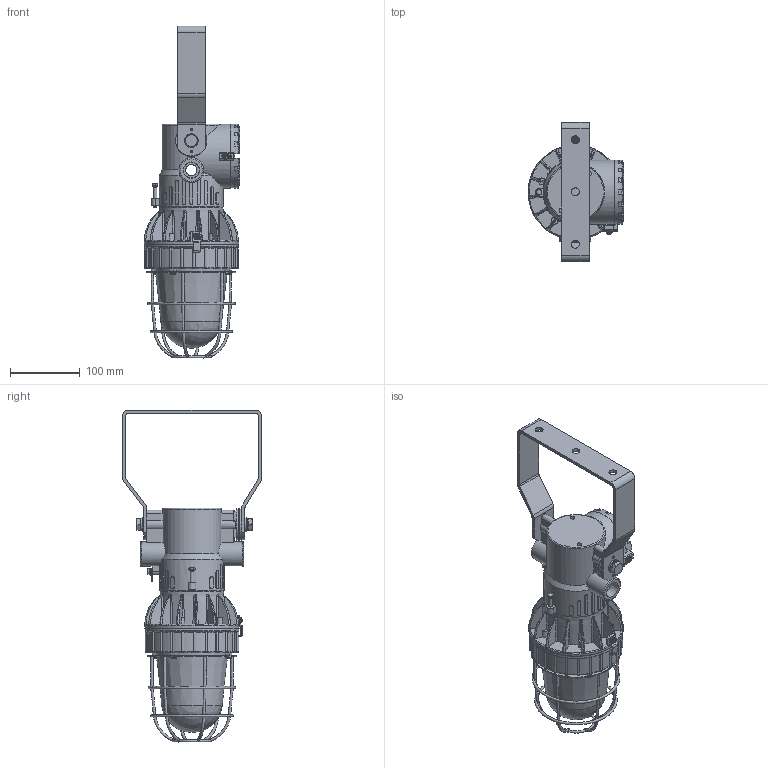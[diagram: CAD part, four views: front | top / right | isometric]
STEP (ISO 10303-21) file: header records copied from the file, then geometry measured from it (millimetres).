
FILE_DESCRIPTION((''),'2;1');
FILE_NAME('СГЖ01-1240С_У_12DC.stp','2017-04-18T10:10:09',('A.I.Eshenko'),(''),'Autodesk Inventor 2012','Autodesk Inventor 2012','');
FILE_SCHEMA(('AUTOMOTIVE_DESIGN { 1 0 10303 214 1 1 1 1 }'));
Length unit declared in the file: millimetre
Products named in the file (1): СГЖ01-1240С_У_12DC_Внешний контур_1
Bounding box: 137.9 x 200 x 477.55 mm (x, y, z)
Surface area: 490898.6 mm2 (no closed solid volume)
Topology: 0 solids, 91 shells, 2687 faces, 6887 edges, 4427 vertices
Faces by surface type: plane 1506, cylinder 410, bspline 390, cone 232, torus 97, sphere 46, revolution 6
Full cylindrical faces by diameter (mm): 2 x2, 3.1 x2, 3.2 x12, 3.242 x5, 3.621 x5, 3.65 x1, 3.9 x4, 4 x11, 4.134 x3, 4.3 x1, 4.567 x2, 5 x6, 5.1 x1, 5.2 x1, 6.647 x2, 6.7 x2, 7.9 x4, 8 x2, 8.376 x2, 9 x1, 9.188 x2, 9.8 x1, 10 x2, 10.5 x2, 11.5 x3, 11.9 x2, 12 x2, 12.4 x2, 15.4 x2, 16.05 x2
Entity records: 98165 total; most frequent: CARTESIAN_POINT 34137, ORIENTED_EDGE 13188, DIRECTION 11659, EDGE_CURVE 6594, AXIS2_PLACEMENT_3D 4356, VERTEX_POINT 4320, EDGE_LOOP 3142, VECTOR 2941
